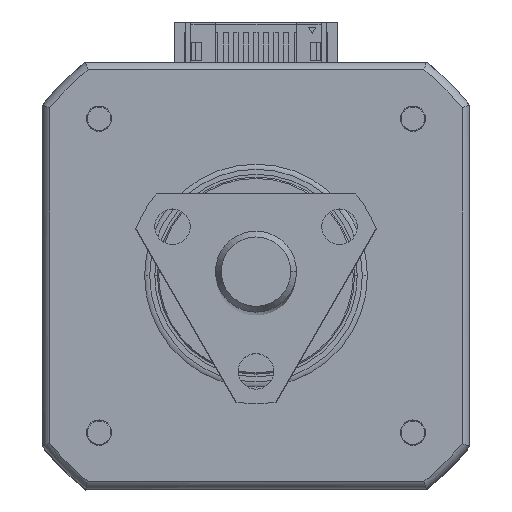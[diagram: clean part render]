
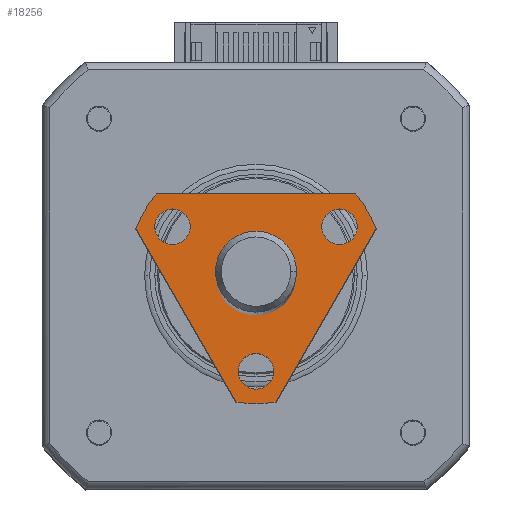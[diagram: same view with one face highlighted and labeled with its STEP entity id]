
A CAD part, top view. The second image highlights one B-rep face of the part: STEP entity #18256.
In plain terms, the highlighted planar face has unit normal (0, 0, 1).
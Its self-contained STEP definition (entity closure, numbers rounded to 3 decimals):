
#266 = DIRECTION ( 'NONE',  ( 0., 0., -1. ) ) ;
#276 = DIRECTION ( 'NONE',  ( 0., 0., -1. ) ) ;
#374 = DIRECTION ( 'NONE',  ( 0., 0., -1. ) ) ;
#405 = CARTESIAN_POINT ( 'NONE',  ( -8., -13.856, 34. ) ) ;
#753 = CARTESIAN_POINT ( 'NONE',  ( -8., 9.864, 34. ) ) ;
#882 = CARTESIAN_POINT ( 'NONE',  ( 0., 0., 34. ) ) ;
#930 = CARTESIAN_POINT ( 'NONE',  ( -6.512, -8.249, 34. ) ) ;
#975 = CIRCLE ( 'NONE', #7414, 1.75 ) ;
#1571 = AXIS2_PLACEMENT_3D ( 'NONE', #5439, #11154, #2902 ) ;
#1742 = EDGE_CURVE ( 'NONE', #26527, #22105, #11295, .T. ) ;
#1853 = CIRCLE ( 'NONE', #5939, 12.7 ) ;
#2008 = ORIENTED_EDGE ( 'NONE', *, *, #29435, .F. ) ;
#2047 = VERTEX_POINT ( 'NONE', #29234 ) ;
#2098 = CARTESIAN_POINT ( 'NONE',  ( -3., 0., 34. ) ) ;
#2680 = EDGE_LOOP ( 'NONE', ( #3787, #18913 ) ) ;
#2902 = DIRECTION ( 'NONE',  ( -1., 0., 0. ) ) ;
#2903 = CARTESIAN_POINT ( 'NONE',  ( -4.762, 8.249, 34. ) ) ;
#3100 = CIRCLE ( 'NONE', #26602, 1.75 ) ;
#3153 = VERTEX_POINT ( 'NONE', #8409 ) ;
#3254 = VERTEX_POINT ( 'NONE', #11303 ) ;
#3787 = ORIENTED_EDGE ( 'NONE', *, *, #11454, .T. ) ;
#3920 = VECTOR ( 'NONE', #19759, 1000. ) ;
#4053 = ORIENTED_EDGE ( 'NONE', *, *, #31223, .F. ) ;
#4319 = CARTESIAN_POINT ( 'NONE',  ( 16., 0., 34. ) ) ;
#4540 = CARTESIAN_POINT ( 'NONE',  ( 7.775, 0., 34. ) ) ;
#4822 = VERTEX_POINT ( 'NONE', #12737 ) ;
#5373 = ORIENTED_EDGE ( 'NONE', *, *, #34190, .F. ) ;
#5439 = CARTESIAN_POINT ( 'NONE',  ( -4.762, 8.249, 34. ) ) ;
#5550 = CARTESIAN_POINT ( 'NONE',  ( 0., 0., 34. ) ) ;
#5939 = AXIS2_PLACEMENT_3D ( 'NONE', #882, #25302, #6165 ) ;
#6165 = DIRECTION ( 'NONE',  ( 1., 0., 0. ) ) ;
#6374 = VERTEX_POINT ( 'NONE', #28661 ) ;
#6573 = DIRECTION ( 'NONE',  ( 1., 0., 0. ) ) ;
#7287 = CARTESIAN_POINT ( 'NONE',  ( 9.525, 0., 34. ) ) ;
#7414 = AXIS2_PLACEMENT_3D ( 'NONE', #9986, #9629, #26902 ) ;
#7500 = CIRCLE ( 'NONE', #12138, 12.7 ) ;
#8409 = CARTESIAN_POINT ( 'NONE',  ( -4.542, -11.86, 34. ) ) ;
#8459 = CARTESIAN_POINT ( 'NONE',  ( 0., 0., 34. ) ) ;
#8511 = VECTOR ( 'NONE', #24047, 1000. ) ;
#8799 = DIRECTION ( 'NONE',  ( 1., 0., 0. ) ) ;
#8911 = FACE_OUTER_BOUND ( 'NONE', #31556, .T. ) ;
#9629 = DIRECTION ( 'NONE',  ( 0., 0., -1. ) ) ;
#9986 = CARTESIAN_POINT ( 'NONE',  ( -4.762, -8.249, 34. ) ) ;
#10077 = CARTESIAN_POINT ( 'NONE',  ( 3., 0., 34. ) ) ;
#10754 = AXIS2_PLACEMENT_3D ( 'NONE', #7287, #23864, #34844 ) ;
#10830 = EDGE_CURVE ( 'NONE', #34539, #4822, #20479, .T. ) ;
#10872 = DIRECTION ( 'NONE',  ( -1., 0., 0. ) ) ;
#11154 = DIRECTION ( 'NONE',  ( 0., 0., -1. ) ) ;
#11222 = DIRECTION ( 'NONE',  ( 0., 0., -1. ) ) ;
#11295 = LINE ( 'NONE', #405, #3920 ) ;
#11303 = CARTESIAN_POINT ( 'NONE',  ( -3.012, -8.249, 34. ) ) ;
#11366 = CARTESIAN_POINT ( 'NONE',  ( -3.012, 8.249, 34. ) ) ;
#11454 = EDGE_CURVE ( 'NONE', #27671, #3254, #975, .T. ) ;
#11874 = AXIS2_PLACEMENT_3D ( 'NONE', #15603, #35293, #13054 ) ;
#12138 = AXIS2_PLACEMENT_3D ( 'NONE', #8459, #374, #8799 ) ;
#12723 = VECTOR ( 'NONE', #19804, 1000. ) ;
#12737 = CARTESIAN_POINT ( 'NONE',  ( -6.512, 8.249, 34. ) ) ;
#13054 = DIRECTION ( 'NONE',  ( 1., 0., 0. ) ) ;
#13514 = EDGE_CURVE ( 'NONE', #15067, #15471, #33571, .T. ) ;
#13822 = VERTEX_POINT ( 'NONE', #19477 ) ;
#14053 = DIRECTION ( 'NONE',  ( -1., 0., 0. ) ) ;
#14231 = AXIS2_PLACEMENT_3D ( 'NONE', #18592, #29676, #29907 ) ;
#14305 = ORIENTED_EDGE ( 'NONE', *, *, #18998, .F. ) ;
#14418 = EDGE_CURVE ( 'NONE', #6374, #2047, #31240, .T. ) ;
#14951 = CARTESIAN_POINT ( 'NONE',  ( 0., 0., 34. ) ) ;
#15067 = VERTEX_POINT ( 'NONE', #2098 ) ;
#15228 = CIRCLE ( 'NONE', #25885, 12.7 ) ;
#15471 = VERTEX_POINT ( 'NONE', #10077 ) ;
#15543 = AXIS2_PLACEMENT_3D ( 'NONE', #2903, #276, #14053 ) ;
#15603 = CARTESIAN_POINT ( 'NONE',  ( 0., 0., 34. ) ) ;
#15864 = LINE ( 'NONE', #4319, #8511 ) ;
#16288 = FACE_BOUND ( 'NONE', #2680, .T. ) ;
#16664 = VERTEX_POINT ( 'NONE', #33674 ) ;
#16675 = CARTESIAN_POINT ( 'NONE',  ( -4.762, -8.249, 34. ) ) ;
#17050 = CIRCLE ( 'NONE', #20105, 3. ) ;
#17364 = DIRECTION ( 'NONE',  ( 0., 0., 1. ) ) ;
#17623 = EDGE_LOOP ( 'NONE', ( #14305, #31122 ) ) ;
#17729 = EDGE_LOOP ( 'NONE', ( #35353, #29133 ) ) ;
#18183 = CIRCLE ( 'NONE', #1571, 1.75 ) ;
#18256 = ADVANCED_FACE ( 'NONE', ( #23633, #16288, #20173, #31381, #8911 ), #33106, .F. ) ;
#18592 = CARTESIAN_POINT ( 'NONE',  ( 0., 0., 34. ) ) ;
#18864 = EDGE_LOOP ( 'NONE', ( #20948, #23351 ) ) ;
#18913 = ORIENTED_EDGE ( 'NONE', *, *, #33813, .T. ) ;
#18998 = EDGE_CURVE ( 'NONE', #15471, #15067, #17050, .T. ) ;
#19344 = ORIENTED_EDGE ( 'NONE', *, *, #25742, .F. ) ;
#19477 = CARTESIAN_POINT ( 'NONE',  ( 12.542, 1.996, 34. ) ) ;
#19759 = DIRECTION ( 'NONE',  ( 0., 1., 0. ) ) ;
#19804 = DIRECTION ( 'NONE',  ( 0.866, -0.5, 0. ) ) ;
#20105 = AXIS2_PLACEMENT_3D ( 'NONE', #27742, #17364, #6573 ) ;
#20173 = FACE_BOUND ( 'NONE', #18864, .T. ) ;
#20393 = DIRECTION ( 'NONE',  ( 0., 0., -1. ) ) ;
#20479 = CIRCLE ( 'NONE', #15543, 1.75 ) ;
#20948 = ORIENTED_EDGE ( 'NONE', *, *, #21487, .T. ) ;
#21487 = EDGE_CURVE ( 'NONE', #25354, #28660, #25776, .T. ) ;
#21558 = ORIENTED_EDGE ( 'NONE', *, *, #14418, .F. ) ;
#22036 = DIRECTION ( 'NONE',  ( -1., 0., 0. ) ) ;
#22105 = VERTEX_POINT ( 'NONE', #753 ) ;
#22386 = CARTESIAN_POINT ( 'NONE',  ( 9.525, 0., 34. ) ) ;
#23351 = ORIENTED_EDGE ( 'NONE', *, *, #24974, .T. ) ;
#23633 = FACE_BOUND ( 'NONE', #17623, .T. ) ;
#23864 = DIRECTION ( 'NONE',  ( 0., 0., -1. ) ) ;
#23986 = LINE ( 'NONE', #30524, #12723 ) ;
#24047 = DIRECTION ( 'NONE',  ( -0.866, -0.5, 0. ) ) ;
#24974 = EDGE_CURVE ( 'NONE', #28660, #25354, #25595, .T. ) ;
#25302 = DIRECTION ( 'NONE',  ( 0., 0., -1. ) ) ;
#25354 = VERTEX_POINT ( 'NONE', #4540 ) ;
#25595 = CIRCLE ( 'NONE', #29666, 1.75 ) ;
#25742 = EDGE_CURVE ( 'NONE', #16664, #13822, #23986, .T. ) ;
#25776 = CIRCLE ( 'NONE', #10754, 1.75 ) ;
#25885 = AXIS2_PLACEMENT_3D ( 'NONE', #14951, #20393, #28831 ) ;
#26527 = VERTEX_POINT ( 'NONE', #28178 ) ;
#26602 = AXIS2_PLACEMENT_3D ( 'NONE', #16675, #11222, #10872 ) ;
#26691 = ORIENTED_EDGE ( 'NONE', *, *, #1742, .F. ) ;
#26902 = DIRECTION ( 'NONE',  ( -1., 0., 0. ) ) ;
#27671 = VERTEX_POINT ( 'NONE', #930 ) ;
#27742 = CARTESIAN_POINT ( 'NONE',  ( 0., 0., 34. ) ) ;
#27931 = DIRECTION ( 'NONE',  ( -1., 0., 0. ) ) ;
#28178 = CARTESIAN_POINT ( 'NONE',  ( -8., -9.864, 34. ) ) ;
#28660 = VERTEX_POINT ( 'NONE', #29500 ) ;
#28661 = CARTESIAN_POINT ( 'NONE',  ( 12.7, 0., 34. ) ) ;
#28831 = DIRECTION ( 'NONE',  ( 1., 0., 0. ) ) ;
#29133 = ORIENTED_EDGE ( 'NONE', *, *, #10830, .T. ) ;
#29234 = CARTESIAN_POINT ( 'NONE',  ( 12.542, -1.996, 34. ) ) ;
#29435 = EDGE_CURVE ( 'NONE', #2047, #3153, #15864, .T. ) ;
#29500 = CARTESIAN_POINT ( 'NONE',  ( 11.275, 0., 34. ) ) ;
#29666 = AXIS2_PLACEMENT_3D ( 'NONE', #22386, #30680, #22036 ) ;
#29676 = DIRECTION ( 'NONE',  ( 0., 0., -1. ) ) ;
#29907 = DIRECTION ( 'NONE',  ( 1., 0., 0. ) ) ;
#30524 = CARTESIAN_POINT ( 'NONE',  ( -8., 13.856, 34. ) ) ;
#30680 = DIRECTION ( 'NONE',  ( 0., 0., -1. ) ) ;
#31122 = ORIENTED_EDGE ( 'NONE', *, *, #13514, .F. ) ;
#31223 = EDGE_CURVE ( 'NONE', #3153, #26527, #7500, .T. ) ;
#31240 = CIRCLE ( 'NONE', #14231, 12.7 ) ;
#31381 = FACE_BOUND ( 'NONE', #17729, .T. ) ;
#31405 = AXIS2_PLACEMENT_3D ( 'NONE', #5550, #266, #27931 ) ;
#31556 = EDGE_LOOP ( 'NONE', ( #19344, #5373, #26691, #4053, #2008, #21558, #35586 ) ) ;
#32776 = EDGE_CURVE ( 'NONE', #13822, #6374, #1853, .T. ) ;
#33106 = PLANE ( 'NONE',  #31405 ) ;
#33571 = CIRCLE ( 'NONE', #11874, 3. ) ;
#33674 = CARTESIAN_POINT ( 'NONE',  ( -4.542, 11.86, 34. ) ) ;
#33813 = EDGE_CURVE ( 'NONE', #3254, #27671, #3100, .T. ) ;
#34190 = EDGE_CURVE ( 'NONE', #22105, #16664, #15228, .T. ) ;
#34539 = VERTEX_POINT ( 'NONE', #11366 ) ;
#34844 = DIRECTION ( 'NONE',  ( -1., 0., 0. ) ) ;
#35293 = DIRECTION ( 'NONE',  ( 0., 0., 1. ) ) ;
#35353 = ORIENTED_EDGE ( 'NONE', *, *, #35382, .T. ) ;
#35382 = EDGE_CURVE ( 'NONE', #4822, #34539, #18183, .T. ) ;
#35586 = ORIENTED_EDGE ( 'NONE', *, *, #32776, .F. ) ;
